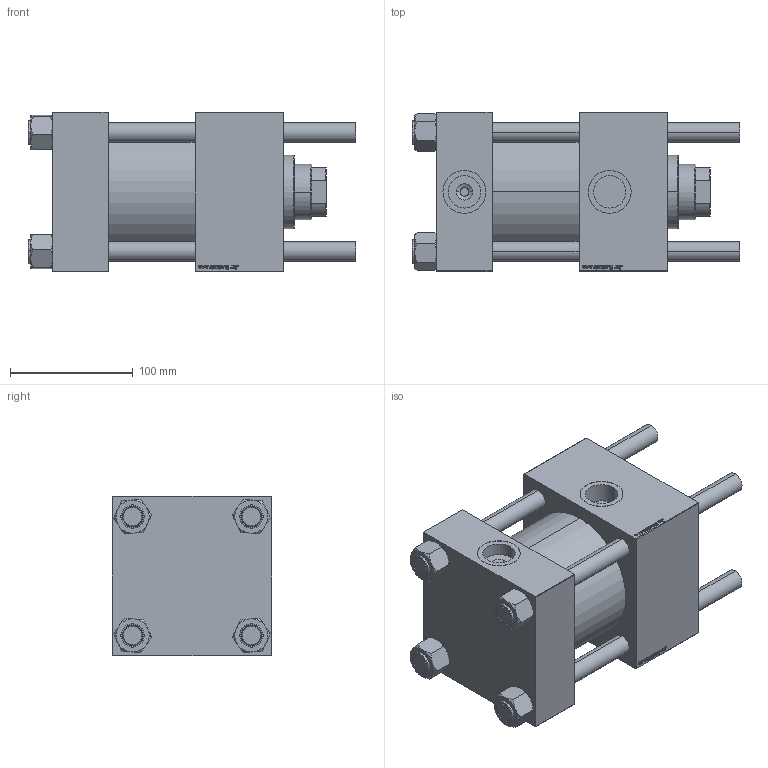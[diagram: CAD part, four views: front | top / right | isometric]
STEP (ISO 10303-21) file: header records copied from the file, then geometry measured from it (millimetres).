
FILE_DESCRIPTION (( 'STEP AP203' ), '1' );
FILE_NAME ('5c55.STEP', '2025-01-04T17:02:26', ( '' ), ( '' ), 'SwSTEP 2.0', 'SolidWorks 2019', '' );
FILE_SCHEMA (( 'CONFIG_CONTROL_DESIGN' ));
Length unit declared in the file: millimetre
Products named in the file (6): V215CR_B-1 76e3c73697291a1891c56b39556f4645; V215CR_B_TYCINKA 76e3c73697291a1891c56b39556f4645; NUT_M5_B 76e3c73697291a1891c56b39556f4645; V215CR_VCP_B 76e3c73697291a1891c56b39556f4645; V215_VC_A 76e3c73697291a1891c56b39556f4645; 5c55
Assembly tree (11 placements, depth 2):
  5c55
    V215CR_B-1 76e3c73697291a1891c56b39556f4645
    V215CR_VCP_B 76e3c73697291a1891c56b39556f4645
    NUT_M5_B 76e3c73697291a1891c56b39556f4645  x4
    V215CR_B_TYCINKA 76e3c73697291a1891c56b39556f4645  x4
    V215_VC_A 76e3c73697291a1891c56b39556f4645
Bounding box: 267 x 130 x 130 mm (x, y, z)
Volume: 2504588.8 mm3; surface area: 353358.3 mm2
Topology: 11 solids, 11 shells, 1206 faces, 3082 edges, 2007 vertices
Faces by surface type: bspline 504, plane 480, cone 136, cylinder 78, torus 8
Entity records: 57186 total; most frequent: CARTESIAN_POINT 34080, ORIENTED_EDGE 5428, DIRECTION 2998, EDGE_CURVE 2714, VERTEX_POINT 1785, LINE 1464, VECTOR 1464, EDGE_LOOP 1175
